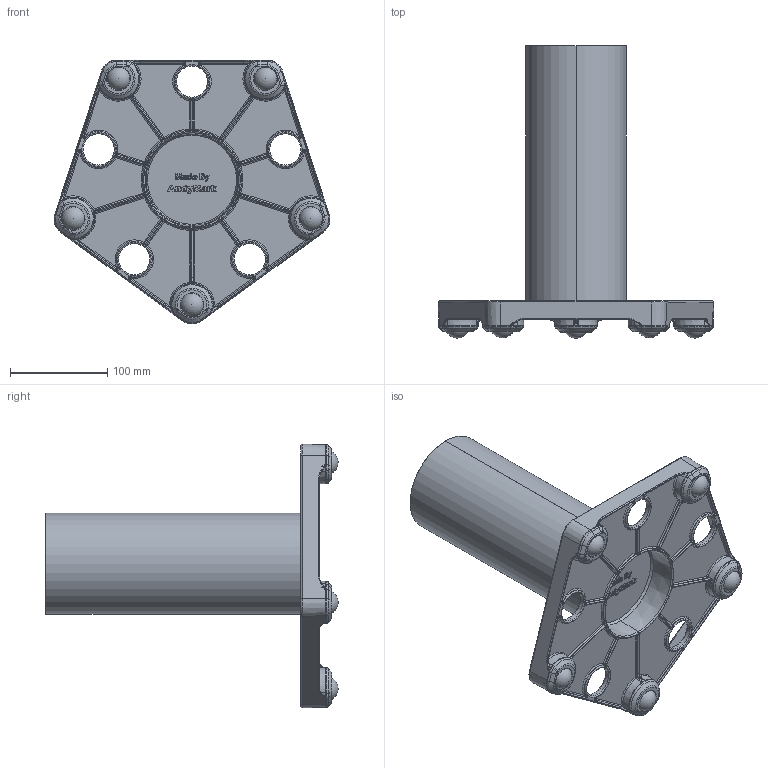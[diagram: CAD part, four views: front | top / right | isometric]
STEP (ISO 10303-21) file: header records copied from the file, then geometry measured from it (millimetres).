
FILE_DESCRIPTION (( 'STEP AP214' ), '1' );
FILE_NAME ('Final Rev1 - Pentagon Goal - 30cm.STEP', '2014-07-14T19:28:24', ( '' ), ( '' ), 'SwSTEP 2.0', 'SolidWorks 2014', '' );
FILE_SCHEMA (( 'AUTOMOTIVE_DESIGN' ));
Length unit declared in the file: inch
Products named in the file (5): Pipe - 30cm; 1in Ball Caster; Final Rev1 - Pentagon Foot; Final Rev1-2 - Pentagon Base; Final Rev1 - Pentagon Goal - 30cm
Assembly tree (12 placements, depth 2):
  Final Rev1 - Pentagon Goal - 30cm
    Final Rev1-2 - Pentagon Base
    Final Rev1 - Pentagon Foot  x5
    1in Ball Caster  x5
    Pipe - 30cm
Bounding box: 283.35 x 300 x 271.1 mm (x, y, z)
Volume: 418869.4 mm3; surface area: 364392.9 mm2
Topology: 19 solids, 19 shells, 1696 faces, 4143 edges, 2435 vertices
Faces by surface type: plane 407, bspline 399, cylinder 362, torus 272, cone 146, sphere 110
Entity records: 53860 total; most frequent: CARTESIAN_POINT 21944, ORIENTED_EDGE 7024, DIRECTION 5999, EDGE_CURVE 3512, AXIS2_PLACEMENT_3D 2319, VERTEX_POINT 2116, EDGE_LOOP 1554, FACE_OUTER_BOUND 1472
